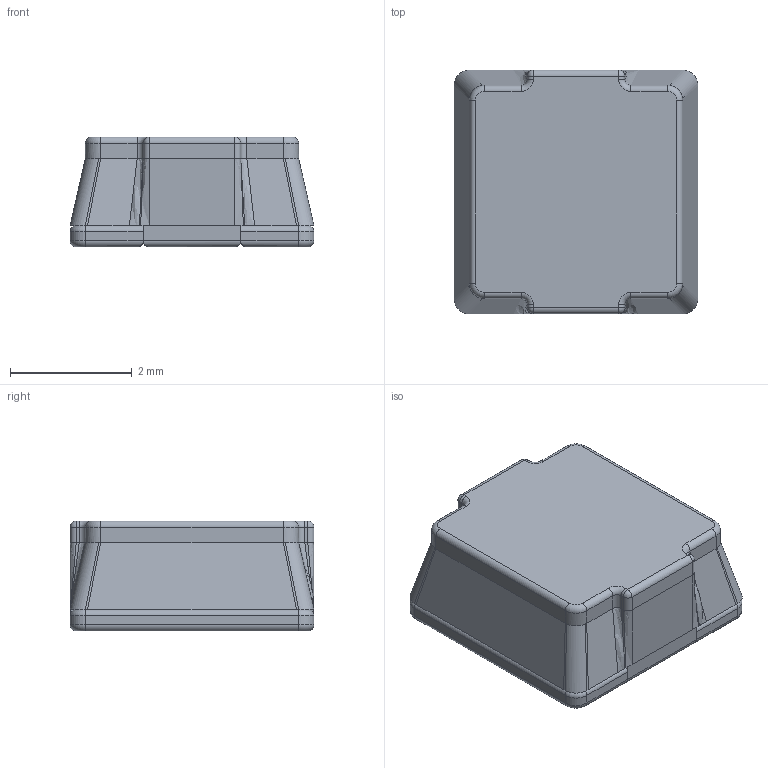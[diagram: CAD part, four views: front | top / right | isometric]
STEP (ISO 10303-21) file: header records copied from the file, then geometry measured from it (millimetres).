
FILE_DESCRIPTION(('FreeCAD Model'),'2;1');
FILE_NAME('L_Bourns-SRN4018.step','2019-03-01T19:54:57',( 'kicad StepUp'),('ksu MCAD'),'Open CASCADE STEP processor 7.3', 'FreeCAD','Unknown');
FILE_SCHEMA(('AUTOMOTIVE_DESIGN { 1 0 10303 214 1 1 1 1 }'));
Length unit declared in the file: millimetre
Products named in the file (1): L_Bourns-SRN4018
Bounding box: 4 x 4 x 1.8 mm (x, y, z)
Volume: 26 mm3; surface area: 79.4 mm2
Topology: 5 solids, 5 shells, 136 faces, 302 edges, 172 vertices
Faces by surface type: cylinder 46, plane 38, bspline 32, torus 16, sphere 4
Entity records: 2973 total; most frequent: CARTESIAN_POINT 822, ORIENTED_EDGE 429, EDGE_CURVE 297, AXIS2_PLACEMENT_3D 194, VERTEX_POINT 167, ADVANCED_FACE 136, FACE_BOUND 136, EDGE_LOOP 136
